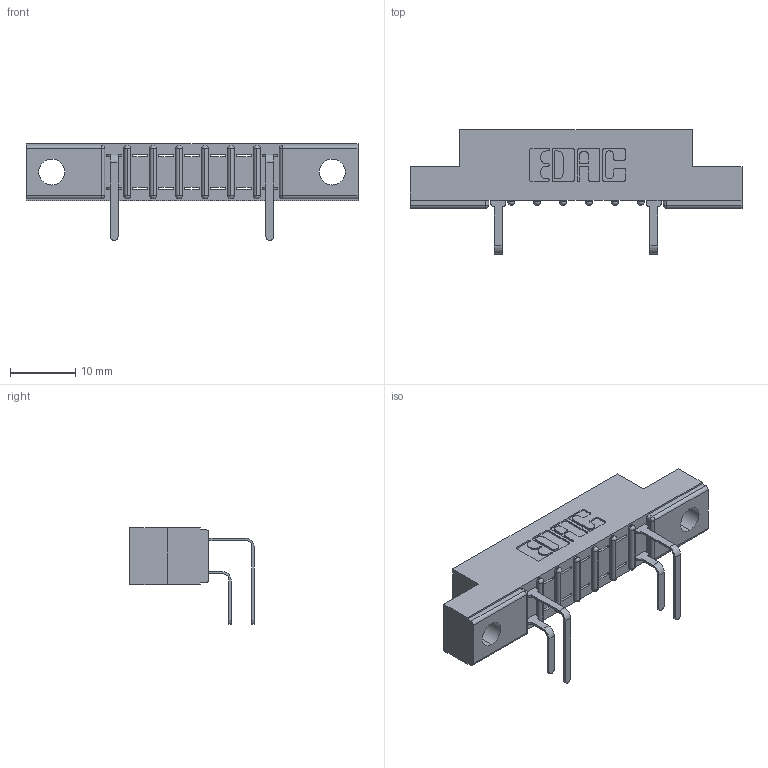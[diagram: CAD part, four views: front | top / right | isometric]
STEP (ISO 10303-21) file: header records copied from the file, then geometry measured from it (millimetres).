
FILE_DESCRIPTION (( 'STEP AP203' ), '1' );
FILE_NAME ('307-014-558-204.STEP', '2018-08-03T01:34:25', ( '' ), ( '' ), 'SwSTEP 2.0', 'SolidWorks 2016', '' );
FILE_SCHEMA (( 'CONFIG_CONTROL_DESIGN' ));
Length unit declared in the file: inch
Products named in the file (4): 307-290-001_558 559 - 1 (Single); 307-290-001_558 - 2 (Single); 307-014-558-204; 307 Part_.156 Dia Mounting Holes
Assembly tree (5 placements, depth 2):
  307-014-558-204
    307 Part_.156 Dia Mounting Holes
    307-290-001_558 559 - 1 (Single)  x2
    307-290-001_558 - 2 (Single)  x2
Bounding box: 50.75 x 18.96 x 14.81 mm (x, y, z)
Volume: 3103.5 mm3; surface area: 3923.1 mm2
Topology: 5 solids, 5 shells, 440 faces, 1247 edges, 802 vertices
Faces by surface type: plane 276, cylinder 148, sphere 16
Entity records: 12085 total; most frequent: CARTESIAN_POINT 2037, ORIENTED_EDGE 2022, DIRECTION 1991, EDGE_CURVE 1011, VECTOR 767, LINE 767, VERTEX_POINT 658, AXIS2_PLACEMENT_3D 612
